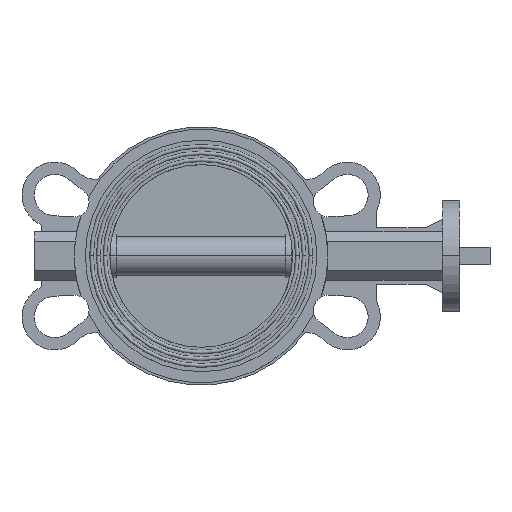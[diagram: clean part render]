
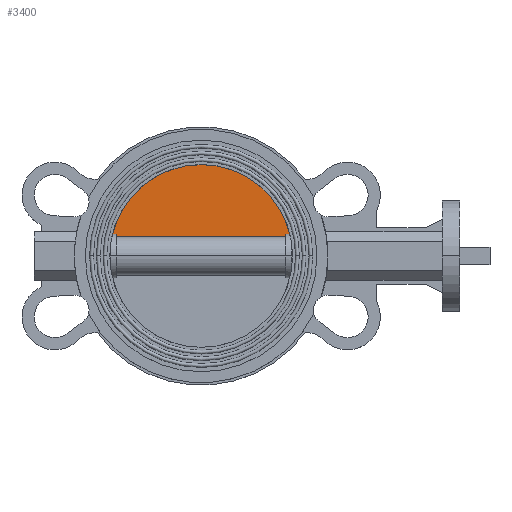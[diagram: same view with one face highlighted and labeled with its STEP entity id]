
A CAD part, top view. The second image highlights one B-rep face of the part: STEP entity #3400.
In plain terms, the highlighted planar face has unit normal (0, 0, 1).
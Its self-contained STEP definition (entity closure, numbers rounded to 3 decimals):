
#143 = VERTEX_POINT ( 'NONE', #5886 ) ;
#169 = PLANE ( 'NONE',  #1734 ) ;
#484 = VECTOR ( 'NONE', #5961, 1000. ) ;
#509 = VERTEX_POINT ( 'NONE', #1373 ) ;
#544 = LINE ( 'NONE', #2117, #4123 ) ;
#590 = ORIENTED_EDGE ( 'NONE', *, *, #6290, .F. ) ;
#641 = CARTESIAN_POINT ( 'NONE',  ( 0., 17.748, 3. ) ) ;
#816 = CARTESIAN_POINT ( 'NONE',  ( 0., 15.716, 3. ) ) ;
#892 = VERTEX_POINT ( 'NONE', #4644 ) ;
#915 = DIRECTION ( 'NONE',  ( 1., 0., 0. ) ) ;
#1105 = ORIENTED_EDGE ( 'NONE', *, *, #6562, .F. ) ;
#1373 = CARTESIAN_POINT ( 'NONE',  ( 72.87, 17.748, 3. ) ) ;
#1425 = CARTESIAN_POINT ( 'NONE',  ( 0., 0., 3. ) ) ;
#1485 = AXIS2_PLACEMENT_3D ( 'NONE', #1425, #5510, #915 ) ;
#1623 = CARTESIAN_POINT ( 'NONE',  ( 69.5, 15.716, 3. ) ) ;
#1734 = AXIS2_PLACEMENT_3D ( 'NONE', #5749, #2236, #6320 ) ;
#1760 = EDGE_CURVE ( 'NONE', #509, #143, #2126, .T. ) ;
#1818 = VERTEX_POINT ( 'NONE', #1623 ) ;
#1866 = LINE ( 'NONE', #5981, #2252 ) ;
#1883 = VECTOR ( 'NONE', #6363, 1000. ) ;
#2090 = ORIENTED_EDGE ( 'NONE', *, *, #6061, .F. ) ;
#2117 = CARTESIAN_POINT ( 'NONE',  ( -69.5, 0., 3. ) ) ;
#2126 = CIRCLE ( 'NONE', #1485, 75. ) ;
#2236 = DIRECTION ( 'NONE',  ( 0., 0., 1. ) ) ;
#2252 = VECTOR ( 'NONE', #5891, 1000. ) ;
#2457 = VECTOR ( 'NONE', #6566, 1000. ) ;
#2504 = VERTEX_POINT ( 'NONE', #2703 ) ;
#2703 = CARTESIAN_POINT ( 'NONE',  ( 69.5, 17.748, 3. ) ) ;
#2828 = EDGE_LOOP ( 'NONE', ( #1105, #6095, #590, #4519, #2090, #6011 ) ) ;
#2964 = EDGE_CURVE ( 'NONE', #2504, #1818, #1866, .T. ) ;
#3261 = FACE_OUTER_BOUND ( 'NONE', #2828, .T. ) ;
#3400 = ADVANCED_FACE ( 'NONE', ( #3261 ), #169, .T. ) ;
#4123 = VECTOR ( 'NONE', #4708, 1000. ) ;
#4505 = LINE ( 'NONE', #4535, #2457 ) ;
#4519 = ORIENTED_EDGE ( 'NONE', *, *, #2964, .F. ) ;
#4527 = LINE ( 'NONE', #816, #484 ) ;
#4535 = CARTESIAN_POINT ( 'NONE',  ( 0., 17.748, 3. ) ) ;
#4644 = CARTESIAN_POINT ( 'NONE',  ( -69.5, 17.748, 3. ) ) ;
#4708 = DIRECTION ( 'NONE',  ( 0., 1., 0. ) ) ;
#5127 = CARTESIAN_POINT ( 'NONE',  ( -69.5, 15.716, 3. ) ) ;
#5339 = LINE ( 'NONE', #641, #1883 ) ;
#5510 = DIRECTION ( 'NONE',  ( 0., 0., 1. ) ) ;
#5749 = CARTESIAN_POINT ( 'NONE',  ( 0., 0., 3. ) ) ;
#5817 = VERTEX_POINT ( 'NONE', #5127 ) ;
#5886 = CARTESIAN_POINT ( 'NONE',  ( -72.87, 17.748, 3. ) ) ;
#5891 = DIRECTION ( 'NONE',  ( 0., -1., 0. ) ) ;
#5961 = DIRECTION ( 'NONE',  ( -1., 0., 0. ) ) ;
#5981 = CARTESIAN_POINT ( 'NONE',  ( 69.5, 0., 3. ) ) ;
#6011 = ORIENTED_EDGE ( 'NONE', *, *, #1760, .T. ) ;
#6061 = EDGE_CURVE ( 'NONE', #509, #2504, #4505, .T. ) ;
#6095 = ORIENTED_EDGE ( 'NONE', *, *, #6156, .F. ) ;
#6156 = EDGE_CURVE ( 'NONE', #5817, #892, #544, .T. ) ;
#6290 = EDGE_CURVE ( 'NONE', #1818, #5817, #4527, .T. ) ;
#6320 = DIRECTION ( 'NONE',  ( 1., 0., 0. ) ) ;
#6363 = DIRECTION ( 'NONE',  ( -1., 0., 0. ) ) ;
#6562 = EDGE_CURVE ( 'NONE', #892, #143, #5339, .T. ) ;
#6566 = DIRECTION ( 'NONE',  ( -1., 0., 0. ) ) ;
